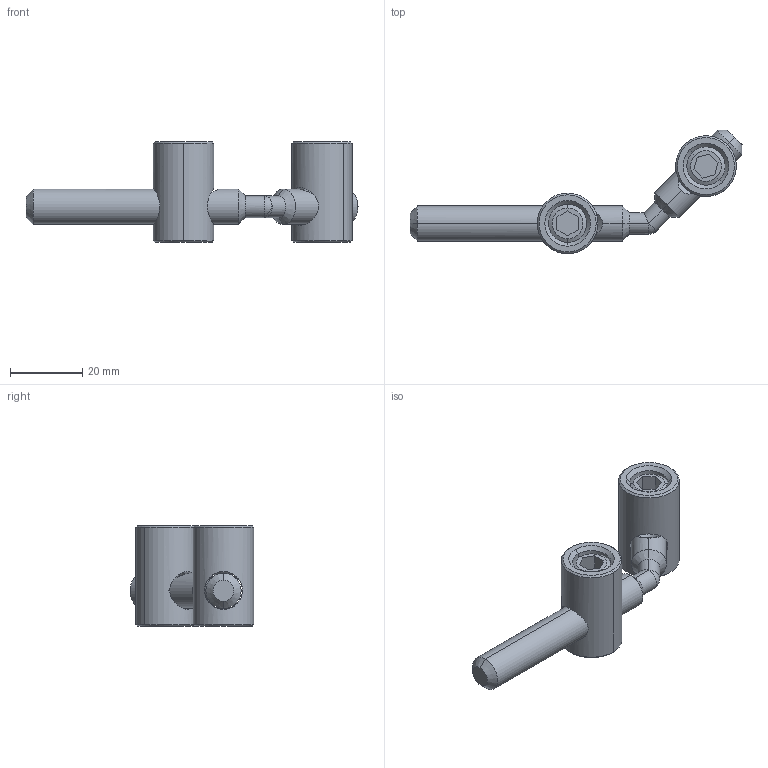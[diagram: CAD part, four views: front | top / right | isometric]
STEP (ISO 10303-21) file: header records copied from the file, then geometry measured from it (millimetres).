
FILE_DESCRIPTION (( 'STEP AP203' ), '1' );
FILE_NAME ('3_842_535_634_Bosch.step', '2024-06-04T12:07:34', ( '' ), ( '' ), 'SwSTEP 2.0', 'SolidWorks 2014', '' );
FILE_SCHEMA (( 'CONFIG_CONTROL_DESIGN' ));
Length unit declared in the file: millimetre
Products named in the file (6): Part-2; Part-3; Part-1; Part-5; 3_842_535_634_Bosch; Part-4
Assembly tree (5 placements, depth 2):
  3_842_535_634_Bosch
    Part-1
    Part-2
    Part-3
    Part-4
    Part-5
Bounding box: 92.17 x 34.34 x 28 mm (x, y, z)
Volume: 14672.9 mm3; surface area: 9561.7 mm2
Topology: 5 solids, 5 shells, 92 faces, 200 edges, 120 vertices
Faces by surface type: cone 36, cylinder 28, plane 26, sphere 2
Entity records: 3893 total; most frequent: CARTESIAN_POINT 1231, DIRECTION 448, ORIENTED_EDGE 400, EDGE_CURVE 200, AXIS2_PLACEMENT_3D 173, VERTEX_POINT 120, EDGE_LOOP 106, LINE 102
